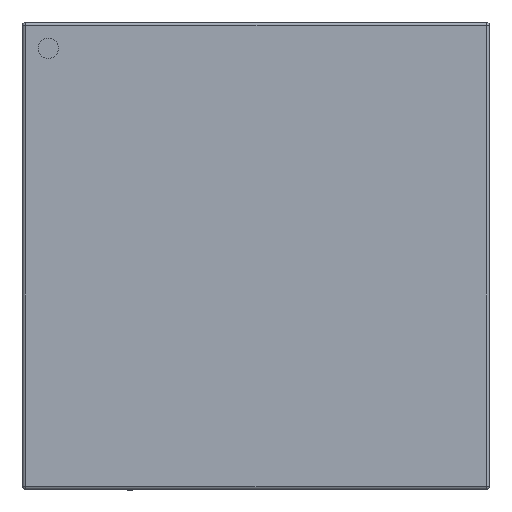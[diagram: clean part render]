
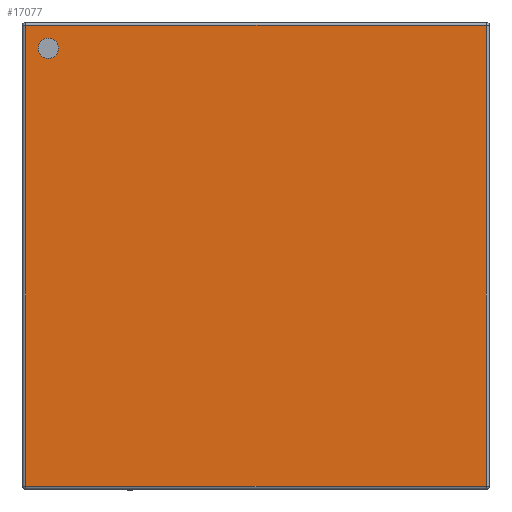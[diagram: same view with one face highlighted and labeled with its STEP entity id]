
A CAD part, top view. The second image highlights one B-rep face of the part: STEP entity #17077.
In plain terms, the highlighted planar face has unit normal (0, 0, 1).
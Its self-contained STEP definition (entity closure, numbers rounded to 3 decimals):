
#4022 = CYLINDRICAL_SURFACE('',#4023,0.05);
#4023 = AXIS2_PLACEMENT_3D('',#4024,#4025,#4026);
#4024 = CARTESIAN_POINT('',(-3.99,3.94,0.83));
#4025 = DIRECTION('',(1.,0.,0.));
#4026 = DIRECTION('',(0.,1.,0.));
#14512 = VERTEX_POINT('',#14513);
#14513 = CARTESIAN_POINT('',(-3.94,3.94,0.88));
#14535 = EDGE_CURVE('',#14512,#14536,#14538,.T.);
#14536 = VERTEX_POINT('',#14537);
#14537 = CARTESIAN_POINT('',(3.94,3.94,0.88));
#14538 = SURFACE_CURVE('',#14539,(#14543,#14550),.PCURVE_S1.);
#14539 = LINE('',#14540,#14541);
#14540 = CARTESIAN_POINT('',(-3.99,3.94,0.88));
#14541 = VECTOR('',#14542,1.);
#14542 = DIRECTION('',(1.,0.,0.));
#14543 = PCURVE('',#4022,#14544);
#14544 = DEFINITIONAL_REPRESENTATION('',(#14545),#14549);
#14545 = LINE('',#14546,#14547);
#14546 = CARTESIAN_POINT('',(1.571,0.));
#14547 = VECTOR('',#14548,1.);
#14548 = DIRECTION('',(0.,1.));
#14549 = ( GEOMETRIC_REPRESENTATION_CONTEXT(2) 
PARAMETRIC_REPRESENTATION_CONTEXT() REPRESENTATION_CONTEXT('2D SPACE',''
  ) );
#14550 = PCURVE('',#14551,#14556);
#14551 = PLANE('',#14552);
#14552 = AXIS2_PLACEMENT_3D('',#14553,#14554,#14555);
#14553 = CARTESIAN_POINT('',(-3.99,-3.99,0.88));
#14554 = DIRECTION('',(0.,0.,1.));
#14555 = DIRECTION('',(1.,0.,0.));
#14556 = DEFINITIONAL_REPRESENTATION('',(#14557),#14561);
#14557 = LINE('',#14558,#14559);
#14558 = CARTESIAN_POINT('',(0.,7.93));
#14559 = VECTOR('',#14560,1.);
#14560 = DIRECTION('',(1.,0.));
#14561 = ( GEOMETRIC_REPRESENTATION_CONTEXT(2) 
PARAMETRIC_REPRESENTATION_CONTEXT() REPRESENTATION_CONTEXT('2D SPACE',''
  ) );
#14867 = CYLINDRICAL_SURFACE('',#14868,0.05);
#14868 = AXIS2_PLACEMENT_3D('',#14869,#14870,#14871);
#14869 = CARTESIAN_POINT('',(-3.94,3.94,0.83));
#14870 = DIRECTION('',(-0.,-1.,-0.));
#14871 = DIRECTION('',(-1.,0.,0.));
#15111 = CYLINDRICAL_SURFACE('',#15112,0.05);
#15112 = AXIS2_PLACEMENT_3D('',#15113,#15114,#15115);
#15113 = CARTESIAN_POINT('',(-3.99,-3.94,0.83));
#15114 = DIRECTION('',(1.,0.,0.));
#15115 = DIRECTION('',(0.,-1.,0.));
#16307 = CYLINDRICAL_SURFACE('',#16308,0.05);
#16308 = AXIS2_PLACEMENT_3D('',#16309,#16310,#16311);
#16309 = CARTESIAN_POINT('',(3.94,3.94,0.83));
#16310 = DIRECTION('',(-0.,-1.,-0.));
#16311 = DIRECTION('',(0.,0.,1.));
#17077 = ADVANCED_FACE('',(#17078,#17148),#14551,.T.);
#17078 = FACE_BOUND('',#17079,.T.);
#17079 = EDGE_LOOP('',(#17080,#17105,#17126,#17127));
#17080 = ORIENTED_EDGE('',*,*,#17081,.T.);
#17081 = EDGE_CURVE('',#17082,#17084,#17086,.T.);
#17082 = VERTEX_POINT('',#17083);
#17083 = CARTESIAN_POINT('',(-3.94,-3.94,0.88));
#17084 = VERTEX_POINT('',#17085);
#17085 = CARTESIAN_POINT('',(3.94,-3.94,0.88));
#17086 = SURFACE_CURVE('',#17087,(#17091,#17098),.PCURVE_S1.);
#17087 = LINE('',#17088,#17089);
#17088 = CARTESIAN_POINT('',(-3.99,-3.94,0.88));
#17089 = VECTOR('',#17090,1.);
#17090 = DIRECTION('',(1.,0.,0.));
#17091 = PCURVE('',#14551,#17092);
#17092 = DEFINITIONAL_REPRESENTATION('',(#17093),#17097);
#17093 = LINE('',#17094,#17095);
#17094 = CARTESIAN_POINT('',(0.,0.05));
#17095 = VECTOR('',#17096,1.);
#17096 = DIRECTION('',(1.,0.));
#17097 = ( GEOMETRIC_REPRESENTATION_CONTEXT(2) 
PARAMETRIC_REPRESENTATION_CONTEXT() REPRESENTATION_CONTEXT('2D SPACE',''
  ) );
#17098 = PCURVE('',#15111,#17099);
#17099 = DEFINITIONAL_REPRESENTATION('',(#17100),#17104);
#17100 = LINE('',#17101,#17102);
#17101 = CARTESIAN_POINT('',(-1.571,0.));
#17102 = VECTOR('',#17103,1.);
#17103 = DIRECTION('',(-0.,1.));
#17104 = ( GEOMETRIC_REPRESENTATION_CONTEXT(2) 
PARAMETRIC_REPRESENTATION_CONTEXT() REPRESENTATION_CONTEXT('2D SPACE',''
  ) );
#17105 = ORIENTED_EDGE('',*,*,#17106,.F.);
#17106 = EDGE_CURVE('',#14536,#17084,#17107,.T.);
#17107 = SURFACE_CURVE('',#17108,(#17112,#17119),.PCURVE_S1.);
#17108 = LINE('',#17109,#17110);
#17109 = CARTESIAN_POINT('',(3.94,3.94,0.88));
#17110 = VECTOR('',#17111,1.);
#17111 = DIRECTION('',(-0.,-1.,-0.));
#17112 = PCURVE('',#14551,#17113);
#17113 = DEFINITIONAL_REPRESENTATION('',(#17114),#17118);
#17114 = LINE('',#17115,#17116);
#17115 = CARTESIAN_POINT('',(7.93,7.93));
#17116 = VECTOR('',#17117,1.);
#17117 = DIRECTION('',(-0.,-1.));
#17118 = ( GEOMETRIC_REPRESENTATION_CONTEXT(2) 
PARAMETRIC_REPRESENTATION_CONTEXT() REPRESENTATION_CONTEXT('2D SPACE',''
  ) );
#17119 = PCURVE('',#16307,#17120);
#17120 = DEFINITIONAL_REPRESENTATION('',(#17121),#17125);
#17121 = LINE('',#17122,#17123);
#17122 = CARTESIAN_POINT('',(-0.,0.));
#17123 = VECTOR('',#17124,1.);
#17124 = DIRECTION('',(-0.,1.));
#17125 = ( GEOMETRIC_REPRESENTATION_CONTEXT(2) 
PARAMETRIC_REPRESENTATION_CONTEXT() REPRESENTATION_CONTEXT('2D SPACE',''
  ) );
#17126 = ORIENTED_EDGE('',*,*,#14535,.F.);
#17127 = ORIENTED_EDGE('',*,*,#17128,.T.);
#17128 = EDGE_CURVE('',#14512,#17082,#17129,.T.);
#17129 = SURFACE_CURVE('',#17130,(#17134,#17141),.PCURVE_S1.);
#17130 = LINE('',#17131,#17132);
#17131 = CARTESIAN_POINT('',(-3.94,3.94,0.88));
#17132 = VECTOR('',#17133,1.);
#17133 = DIRECTION('',(-0.,-1.,-0.));
#17134 = PCURVE('',#14551,#17135);
#17135 = DEFINITIONAL_REPRESENTATION('',(#17136),#17140);
#17136 = LINE('',#17137,#17138);
#17137 = CARTESIAN_POINT('',(0.05,7.93));
#17138 = VECTOR('',#17139,1.);
#17139 = DIRECTION('',(-0.,-1.));
#17140 = ( GEOMETRIC_REPRESENTATION_CONTEXT(2) 
PARAMETRIC_REPRESENTATION_CONTEXT() REPRESENTATION_CONTEXT('2D SPACE',''
  ) );
#17141 = PCURVE('',#14867,#17142);
#17142 = DEFINITIONAL_REPRESENTATION('',(#17143),#17147);
#17143 = LINE('',#17144,#17145);
#17144 = CARTESIAN_POINT('',(-1.571,0.));
#17145 = VECTOR('',#17146,1.);
#17146 = DIRECTION('',(-0.,1.));
#17147 = ( GEOMETRIC_REPRESENTATION_CONTEXT(2) 
PARAMETRIC_REPRESENTATION_CONTEXT() REPRESENTATION_CONTEXT('2D SPACE',''
  ) );
#17148 = FACE_BOUND('',#17149,.T.);
#17149 = EDGE_LOOP('',(#17150));
#17150 = ORIENTED_EDGE('',*,*,#17151,.F.);
#17151 = EDGE_CURVE('',#17152,#17152,#17154,.T.);
#17152 = VERTEX_POINT('',#17153);
#17153 = CARTESIAN_POINT('',(-3.375,-3.55,0.88));
#17154 = SURFACE_CURVE('',#17155,(#17160,#17167),.PCURVE_S1.);
#17155 = CIRCLE('',#17156,0.175);
#17156 = AXIS2_PLACEMENT_3D('',#17157,#17158,#17159);
#17157 = CARTESIAN_POINT('',(-3.55,-3.55,0.88));
#17158 = DIRECTION('',(0.,0.,1.));
#17159 = DIRECTION('',(1.,0.,0.));
#17160 = PCURVE('',#14551,#17161);
#17161 = DEFINITIONAL_REPRESENTATION('',(#17162),#17166);
#17162 = CIRCLE('',#17163,0.175);
#17163 = AXIS2_PLACEMENT_2D('',#17164,#17165);
#17164 = CARTESIAN_POINT('',(0.44,0.44));
#17165 = DIRECTION('',(1.,0.));
#17166 = ( GEOMETRIC_REPRESENTATION_CONTEXT(2) 
PARAMETRIC_REPRESENTATION_CONTEXT() REPRESENTATION_CONTEXT('2D SPACE',''
  ) );
#17167 = PCURVE('',#17168,#17173);
#17168 = CYLINDRICAL_SURFACE('',#17169,0.175);
#17169 = AXIS2_PLACEMENT_3D('',#17170,#17171,#17172);
#17170 = CARTESIAN_POINT('',(-3.55,-3.55,0.88));
#17171 = DIRECTION('',(-0.,-0.,-1.));
#17172 = DIRECTION('',(1.,0.,0.));
#17173 = DEFINITIONAL_REPRESENTATION('',(#17174),#17178);
#17174 = LINE('',#17175,#17176);
#17175 = CARTESIAN_POINT('',(-0.,0.));
#17176 = VECTOR('',#17177,1.);
#17177 = DIRECTION('',(-1.,0.));
#17178 = ( GEOMETRIC_REPRESENTATION_CONTEXT(2) 
PARAMETRIC_REPRESENTATION_CONTEXT() REPRESENTATION_CONTEXT('2D SPACE',''
  ) );
